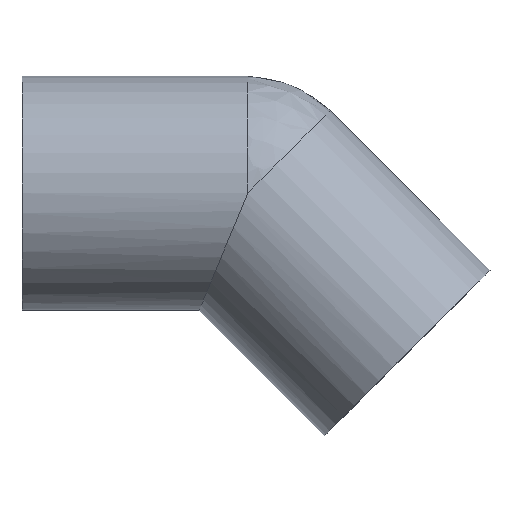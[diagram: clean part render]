
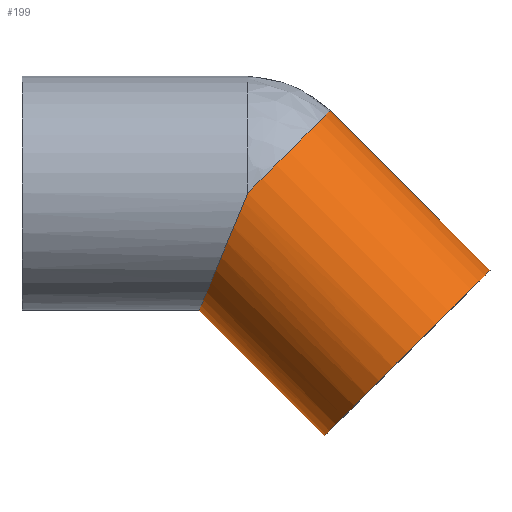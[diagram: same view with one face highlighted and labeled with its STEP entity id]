
A CAD part, top view. The second image highlights one B-rep face of the part: STEP entity #199.
In plain terms, the highlighted cylindrical face has radius 70 mm (diameter 140 mm), a partial arc.
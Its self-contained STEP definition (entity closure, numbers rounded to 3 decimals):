
#95 = VERTEX_POINT( '', #230 );
#97 = EDGE_CURVE( '', #185, #189, #232, .T. );
#109 = VERTEX_POINT( '', #247 );
#127 = VERTEX_POINT( '', #268 );
#147 = EDGE_CURVE( '', #109, #127, #289, .T. );
#165 = EDGE_CURVE( '', #95, #185, #309, .T. );
#175 = EDGE_CURVE( '', #95, #109, #319, .T. );
#185 = VERTEX_POINT( '', #332 );
#189 = VERTEX_POINT( '', #336 );
#191 = EDGE_CURVE( '', #189, #127, #338, .T. );
#199 = ADVANCED_FACE( '', ( #346 ), #347, .T. );
#230 = CARTESIAN_POINT( '', ( 106.005, -70., 0. ) );
#232 = CIRCLE( '', #376, 70. );
#247 = CARTESIAN_POINT( '', ( 135., 0., 70. ) );
#268 = CARTESIAN_POINT( '', ( 184.497, 49.497, 0. ) );
#289 = CIRCLE( '', #447, 70. );
#309 = LINE( '', #471, #472 );
#319 = ELLIPSE( '', #485, 75.767, 70. );
#332 = CARTESIAN_POINT( '', ( 180.962, -144.957, 0. ) );
#336 = CARTESIAN_POINT( '', ( 279.957, -45.962, 0. ) );
#338 = LINE( '', #508, #509 );
#346 = FACE_OUTER_BOUND( '', #519, .T. );
#347 = CYLINDRICAL_SURFACE( '', #520, 70. );
#376 = AXIS2_PLACEMENT_3D( '', #536, #537, #538 );
#447 = AXIS2_PLACEMENT_3D( '', #614, #615, #616 );
#471 = CARTESIAN_POINT( '', ( 133.232, -97.227, 0. ) );
#472 = VECTOR( '', #643, 1. );
#485 = AXIS2_PLACEMENT_3D( '', #650, #651, #652 );
#508 = CARTESIAN_POINT( '', ( 232.227, 1.768, 0. ) );
#509 = VECTOR( '', #679, 1. );
#519 = EDGE_LOOP( '', ( #687, #688, #689, #690, #691 ) );
#520 = AXIS2_PLACEMENT_3D( '', #692, #693, #694 );
#536 = CARTESIAN_POINT( '', ( 230.459, -95.459, 0. ) );
#537 = DIRECTION( '', ( -0.707, 0.707, 0. ) );
#538 = DIRECTION( '', ( 0.707, 0.707, 0. ) );
#614 = CARTESIAN_POINT( '', ( 135., 0., 0. ) );
#615 = DIRECTION( '', ( -0.707, 0.707, 0. ) );
#616 = DIRECTION( '', ( 0.707, 0.707, 0. ) );
#643 = DIRECTION( '', ( 0.707, -0.707, 0. ) );
#650 = CARTESIAN_POINT( '', ( 135., 0., 0. ) );
#651 = DIRECTION( '', ( -0.924, 0.383, 0. ) );
#652 = DIRECTION( '', ( 0.383, 0.924, 0. ) );
#679 = DIRECTION( '', ( -0.707, 0.707, 0. ) );
#687 = ORIENTED_EDGE( '', *, *, #191, .T. );
#688 = ORIENTED_EDGE( '', *, *, #147, .F. );
#689 = ORIENTED_EDGE( '', *, *, #175, .F. );
#690 = ORIENTED_EDGE( '', *, *, #165, .T. );
#691 = ORIENTED_EDGE( '', *, *, #97, .T. );
#692 = CARTESIAN_POINT( '', ( 182.73, -47.73, 0. ) );
#693 = DIRECTION( '', ( 0.707, -0.707, 0. ) );
#694 = DIRECTION( '', ( 0.707, 0.707, 0. ) );
